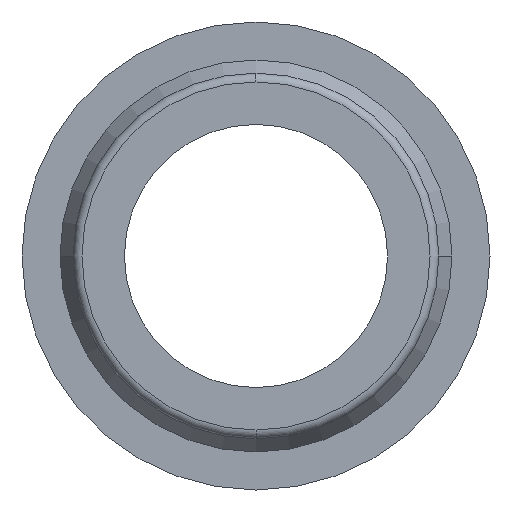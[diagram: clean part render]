
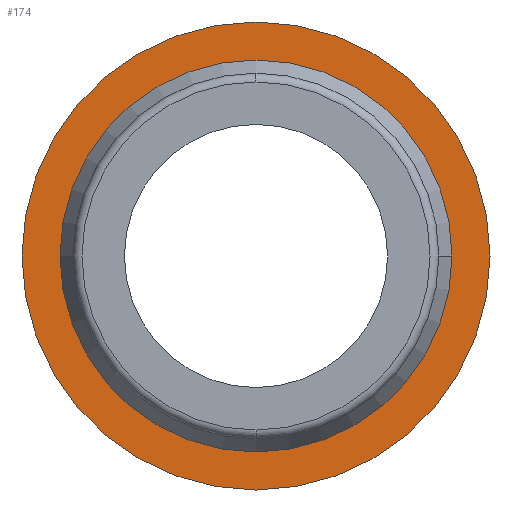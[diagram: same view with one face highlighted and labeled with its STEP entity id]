
A CAD part, front view. The second image highlights one B-rep face of the part: STEP entity #174.
In plain terms, the highlighted planar face has unit normal (0, -1, 0).
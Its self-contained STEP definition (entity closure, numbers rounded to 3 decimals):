
#174=ADVANCED_FACE('',(#356,#357),#358,.T.);
#356=FACE_OUTER_BOUND('',#535,.T.);
#357=FACE_BOUND('',#536,.T.);
#358=PLANE('',#537);
#535=EDGE_LOOP('',(#945,#946));
#536=EDGE_LOOP('',(#947,#948));
#537=AXIS2_PLACEMENT_3D('',#949,#950,#951);
#945=ORIENTED_EDGE('',*,*,#1151,.T.);
#946=ORIENTED_EDGE('',*,*,#1079,.T.);
#947=ORIENTED_EDGE('',*,*,#1012,.F.);
#948=ORIENTED_EDGE('',*,*,#1050,.F.);
#949=CARTESIAN_POINT('',(0.0,14.0,0.0));
#950=DIRECTION('',(0.0,-1.0,0.0));
#951=DIRECTION('',(-1.0,0.0,0.0));
#1012=EDGE_CURVE('',#1192,#1188,#1194,.T.);
#1050=EDGE_CURVE('',#1188,#1192,#1253,.T.);
#1079=EDGE_CURVE('',#1293,#1291,#1294,.T.);
#1151=EDGE_CURVE('',#1291,#1293,#1383,.T.);
#1188=VERTEX_POINT('',#1424);
#1192=VERTEX_POINT('',#1429);
#1194=CIRCLE('',#1432,6.7);
#1253=CIRCLE('',#1501,6.7);
#1291=VERTEX_POINT('',#1545);
#1293=VERTEX_POINT('',#1548);
#1294=CIRCLE('',#1549,8.0);
#1383=CIRCLE('',#1657,8.0);
#1424=CARTESIAN_POINT('',(6.7,14.0,0.));
#1429=CARTESIAN_POINT('',(-6.7,14.0,0.));
#1432=AXIS2_PLACEMENT_3D('',#1699,#1700,#1701);
#1501=AXIS2_PLACEMENT_3D('',#1766,#1767,#1768);
#1545=CARTESIAN_POINT('',(8.0,14.0,0.0));
#1548=CARTESIAN_POINT('',(-8.0,14.0,0.));
#1549=AXIS2_PLACEMENT_3D('',#1815,#1816,#1817);
#1657=AXIS2_PLACEMENT_3D('',#1909,#1910,#1911);
#1699=CARTESIAN_POINT('',(0.0,14.0,0.0));
#1700=DIRECTION('',(0.0,-1.0,0.0));
#1701=DIRECTION('',(1.0,0.0,0.0));
#1766=CARTESIAN_POINT('',(0.0,14.0,0.0));
#1767=DIRECTION('',(0.0,-1.0,0.0));
#1768=DIRECTION('',(1.0,0.0,0.0));
#1815=CARTESIAN_POINT('',(0.0,14.0,0.0));
#1816=DIRECTION('',(0.0,-1.0,0.0));
#1817=DIRECTION('',(1.0,0.0,0.0));
#1909=CARTESIAN_POINT('',(0.0,14.0,0.0));
#1910=DIRECTION('',(0.0,-1.0,0.0));
#1911=DIRECTION('',(1.0,0.0,0.0));
